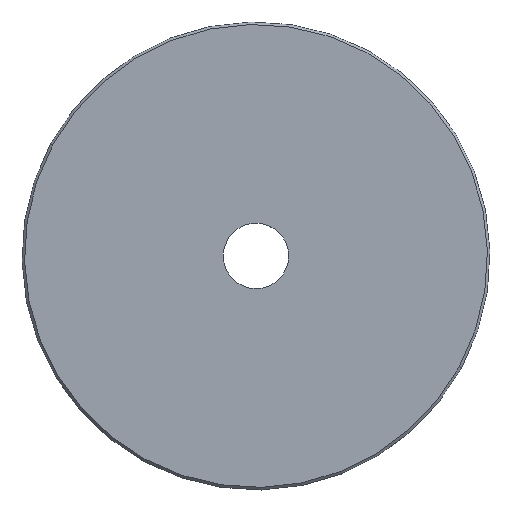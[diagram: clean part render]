
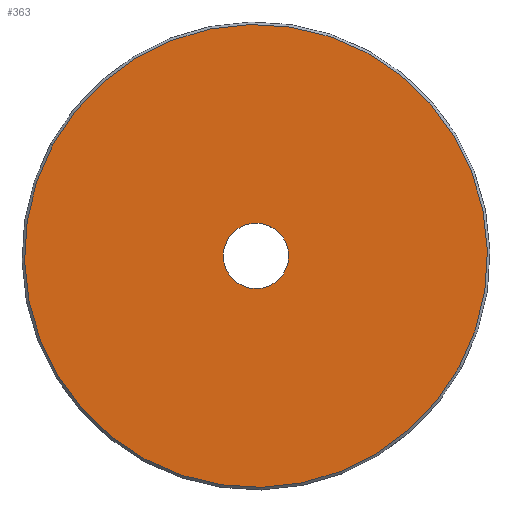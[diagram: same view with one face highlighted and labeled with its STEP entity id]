
A CAD part, top view. The second image highlights one B-rep face of the part: STEP entity #363.
In plain terms, the highlighted planar face has unit normal (0, 0, 1).
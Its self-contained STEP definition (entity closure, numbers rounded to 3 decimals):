
#145=CARTESIAN_POINT('Axis2P3D Location',(0.,0.,0.)) ;
#149=CARTESIAN_POINT('Vertex',(5.704,3.116,0.)) ;
#151=CARTESIAN_POINT('Vertex',(-5.704,-3.116,0.)) ;
#199=CARTESIAN_POINT('Axis2P3D Location',(0.,0.,0.)) ;
#311=CARTESIAN_POINT('Vertex',(-40.369,22.054,0.)) ;
#314=CARTESIAN_POINT('Axis2P3D Location',(0.,0.,0.)) ;
#318=CARTESIAN_POINT('Vertex',(40.369,-22.054,0.)) ;
#338=CARTESIAN_POINT('Axis2P3D Location',(0.,0.,0.)) ;
#350=CARTESIAN_POINT('Axis2P3D Location',(0.,0.,0.)) ;
#146=DIRECTION('Axis2P3D Direction',(0.,0.,1.)) ;
#200=DIRECTION('Axis2P3D Direction',(0.,0.,1.)) ;
#315=DIRECTION('Axis2P3D Direction',(0.,0.,-1.)) ;
#339=DIRECTION('Axis2P3D Direction',(0.,0.,-1.)) ;
#351=DIRECTION('Axis2P3D Direction',(0.,0.,-1.)) ;
#352=DIRECTION('Axis2P3D XDirection',(1.,0.,0.)) ;
#147=AXIS2_PLACEMENT_3D('Circle Axis2P3D',#145,#146,$) ;
#201=AXIS2_PLACEMENT_3D('Circle Axis2P3D',#199,#200,$) ;
#316=AXIS2_PLACEMENT_3D('Circle Axis2P3D',#314,#315,$) ;
#340=AXIS2_PLACEMENT_3D('Circle Axis2P3D',#338,#339,$) ;
#353=AXIS2_PLACEMENT_3D('Plane Axis2P3D',#350,#351,#352) ;
#356=ORIENTED_EDGE('',*,*,#342,.F.) ;
#357=ORIENTED_EDGE('',*,*,#320,.F.) ;
#360=ORIENTED_EDGE('',*,*,#153,.T.) ;
#361=ORIENTED_EDGE('',*,*,#203,.T.) ;
#362=FACE_BOUND('',#359,.T.) ;
#363=ADVANCED_FACE('PartBody',(#358,#362),#354,.F.) ;
#148=CIRCLE('generated circle',#147,6.5) ;
#202=CIRCLE('generated circle',#201,6.5) ;
#317=CIRCLE('generated circle',#316,46.) ;
#341=CIRCLE('generated circle',#340,46.) ;
#153=EDGE_CURVE('',#150,#152,#148,.F.) ;
#203=EDGE_CURVE('',#152,#150,#202,.F.) ;
#320=EDGE_CURVE('',#312,#319,#317,.T.) ;
#342=EDGE_CURVE('',#319,#312,#341,.T.) ;
#355=EDGE_LOOP('',(#356,#357)) ;
#359=EDGE_LOOP('',(#360,#361)) ;
#358=FACE_OUTER_BOUND('',#355,.T.) ;
#354=PLANE('Plane',#353) ;
#150=VERTEX_POINT('',#149) ;
#152=VERTEX_POINT('',#151) ;
#312=VERTEX_POINT('',#311) ;
#319=VERTEX_POINT('',#318) ;
